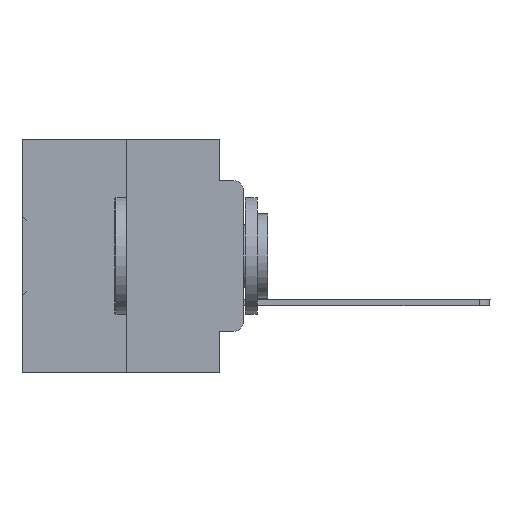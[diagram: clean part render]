
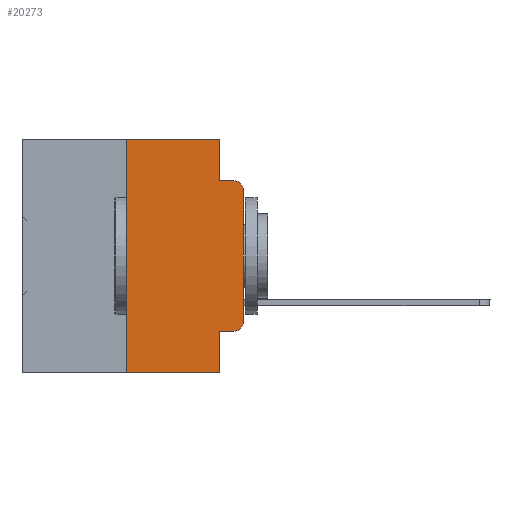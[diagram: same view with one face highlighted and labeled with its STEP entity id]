
A CAD part, left-side view. The second image highlights one B-rep face of the part: STEP entity #20273.
In plain terms, the highlighted planar face has unit normal (-1, 0, 0).
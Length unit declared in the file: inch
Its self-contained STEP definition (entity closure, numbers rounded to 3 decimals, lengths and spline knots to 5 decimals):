
#10 = CARTESIAN_POINT ( 'NONE',  ( 0., 0.25, 0. ) ) ;
#544 = EDGE_CURVE ( 'NONE', #20613, #35255, #7361, .T. ) ;
#1386 = DIRECTION ( 'NONE',  ( 0., -1., 0. ) ) ;
#1688 = DIRECTION ( 'NONE',  ( 0., 0., 1. ) ) ;
#1914 = CARTESIAN_POINT ( 'NONE',  ( 0., 0.25, 0. ) ) ;
#2047 = DIRECTION ( 'NONE',  ( 0., -1., 0. ) ) ;
#2065 = LINE ( 'NONE', #8412, #28058 ) ;
#2072 = VECTOR ( 'NONE', #26134, 39.37008 ) ;
#2283 = VECTOR ( 'NONE', #2047, 39.37008 ) ;
#2728 = CARTESIAN_POINT ( 'NONE',  ( 0., 0.051, -0.4115 ) ) ;
#3323 = VECTOR ( 'NONE', #22032, 39.37008 ) ;
#3621 = CARTESIAN_POINT ( 'NONE',  ( 0., 0.02, -0.4115 ) ) ;
#4140 = EDGE_CURVE ( 'NONE', #8448, #18698, #22309, .T. ) ;
#4426 = LINE ( 'NONE', #30456, #3323 ) ;
#4509 = LINE ( 'NONE', #15950, #17940 ) ;
#4541 = ORIENTED_EDGE ( 'NONE', *, *, #544, .F. ) ;
#4824 = ORIENTED_EDGE ( 'NONE', *, *, #17399, .F. ) ;
#4843 = AXIS2_PLACEMENT_3D ( 'NONE', #6998, #18451, #26126 ) ;
#5059 = LINE ( 'NONE', #16479, #2283 ) ;
#6074 = CARTESIAN_POINT ( 'NONE',  ( 0., 0.051, 0. ) ) ;
#6147 = EDGE_CURVE ( 'NONE', #20788, #29566, #17124, .T. ) ;
#6998 = CARTESIAN_POINT ( 'NONE',  ( 0., 0.02, -0.3915 ) ) ;
#7361 = LINE ( 'NONE', #1914, #19124 ) ;
#8412 = CARTESIAN_POINT ( 'NONE',  ( 0., 0.051, 0. ) ) ;
#8448 = VERTEX_POINT ( 'NONE', #30251 ) ;
#9059 = ORIENTED_EDGE ( 'NONE', *, *, #32371, .F. ) ;
#9261 = EDGE_CURVE ( 'NONE', #20613, #14404, #5059, .T. ) ;
#9583 = AXIS2_PLACEMENT_3D ( 'NONE', #28476, #16870, #28289 ) ;
#9628 = CARTESIAN_POINT ( 'NONE',  ( 0., 0.473, 0. ) ) ;
#10427 = CARTESIAN_POINT ( 'NONE',  ( 0., 0.051, -0.0885 ) ) ;
#11421 = ORIENTED_EDGE ( 'NONE', *, *, #13506, .T. ) ;
#11647 = ORIENTED_EDGE ( 'NONE', *, *, #18052, .F. ) ;
#12086 = LINE ( 'NONE', #6074, #2072 ) ;
#12338 = VECTOR ( 'NONE', #1386, 39.37008 ) ;
#13049 = DIRECTION ( 'NONE',  ( -1., 0., 0. ) ) ;
#13506 = EDGE_CURVE ( 'NONE', #29566, #14289, #21116, .T. ) ;
#14239 = CARTESIAN_POINT ( 'NONE',  ( 0., 0.051, -0.5 ) ) ;
#14289 = VERTEX_POINT ( 'NONE', #34498 ) ;
#14404 = VERTEX_POINT ( 'NONE', #14239 ) ;
#14634 = FACE_OUTER_BOUND ( 'NONE', #15804, .T. ) ;
#14683 = DIRECTION ( 'NONE',  ( 0., -1., 0. ) ) ;
#15804 = EDGE_LOOP ( 'NONE', ( #26117, #33370, #11647, #9059, #36703, #4541, #33888, #4824, #18618, #11421 ) ) ;
#15950 = CARTESIAN_POINT ( 'NONE',  ( 0., 0., 0. ) ) ;
#16479 = CARTESIAN_POINT ( 'NONE',  ( 0., 0.473, -0.5 ) ) ;
#16870 = DIRECTION ( 'NONE',  ( 1., 0., 0. ) ) ;
#17124 = LINE ( 'NONE', #34170, #36138 ) ;
#17399 = EDGE_CURVE ( 'NONE', #20788, #14404, #12086, .T. ) ;
#17535 = AXIS2_PLACEMENT_3D ( 'NONE', #27462, #13049, #24476 ) ;
#17940 = VECTOR ( 'NONE', #1688, 39.37008 ) ;
#18052 = EDGE_CURVE ( 'NONE', #34228, #18698, #4426, .T. ) ;
#18281 = EDGE_CURVE ( 'NONE', #35255, #30983, #35145, .T. ) ;
#18451 = DIRECTION ( 'NONE',  ( -1., 0., 0. ) ) ;
#18618 = ORIENTED_EDGE ( 'NONE', *, *, #6147, .T. ) ;
#18698 = VERTEX_POINT ( 'NONE', #32600 ) ;
#19124 = VECTOR ( 'NONE', #19352, 39.37008 ) ;
#19352 = DIRECTION ( 'NONE',  ( 0., 0., 1. ) ) ;
#20273 = ADVANCED_FACE ( 'NONE', ( #14634 ), #33741, .F. ) ;
#20613 = VERTEX_POINT ( 'NONE', #26972 ) ;
#20788 = VERTEX_POINT ( 'NONE', #2728 ) ;
#21116 = CIRCLE ( 'NONE', #4843, 0.02 ) ;
#22032 = DIRECTION ( 'NONE',  ( 0., -1., 0. ) ) ;
#22309 = CIRCLE ( 'NONE', #17535, 0.02 ) ;
#24476 = DIRECTION ( 'NONE',  ( 0., 0., -1. ) ) ;
#25294 = DIRECTION ( 'NONE',  ( 0., 0., -1. ) ) ;
#26117 = ORIENTED_EDGE ( 'NONE', *, *, #31034, .T. ) ;
#26126 = DIRECTION ( 'NONE',  ( 0., 0., -1. ) ) ;
#26134 = DIRECTION ( 'NONE',  ( 0., 0., -1. ) ) ;
#26972 = CARTESIAN_POINT ( 'NONE',  ( 0., 0.25, -0.5 ) ) ;
#27462 = CARTESIAN_POINT ( 'NONE',  ( 0., 0.02, -0.1085 ) ) ;
#28058 = VECTOR ( 'NONE', #25294, 39.37008 ) ;
#28289 = DIRECTION ( 'NONE',  ( 0., 0., -1. ) ) ;
#28476 = CARTESIAN_POINT ( 'NONE',  ( 0., 0.473, 0. ) ) ;
#29566 = VERTEX_POINT ( 'NONE', #3621 ) ;
#30251 = CARTESIAN_POINT ( 'NONE',  ( 0., 0., -0.1085 ) ) ;
#30456 = CARTESIAN_POINT ( 'NONE',  ( 0., 0.051, -0.0885 ) ) ;
#30983 = VERTEX_POINT ( 'NONE', #32815 ) ;
#31034 = EDGE_CURVE ( 'NONE', #14289, #8448, #4509, .T. ) ;
#32371 = EDGE_CURVE ( 'NONE', #30983, #34228, #2065, .T. ) ;
#32600 = CARTESIAN_POINT ( 'NONE',  ( 0., 0.02, -0.0885 ) ) ;
#32815 = CARTESIAN_POINT ( 'NONE',  ( 0., 0.051, 0. ) ) ;
#33370 = ORIENTED_EDGE ( 'NONE', *, *, #4140, .T. ) ;
#33741 = PLANE ( 'NONE',  #9583 ) ;
#33888 = ORIENTED_EDGE ( 'NONE', *, *, #9261, .T. ) ;
#34170 = CARTESIAN_POINT ( 'NONE',  ( 0., 0.051, -0.4115 ) ) ;
#34228 = VERTEX_POINT ( 'NONE', #10427 ) ;
#34498 = CARTESIAN_POINT ( 'NONE',  ( 0., 0., -0.3915 ) ) ;
#35145 = LINE ( 'NONE', #9628, #12338 ) ;
#35255 = VERTEX_POINT ( 'NONE', #10 ) ;
#36138 = VECTOR ( 'NONE', #14683, 39.37008 ) ;
#36703 = ORIENTED_EDGE ( 'NONE', *, *, #18281, .F. ) ;
